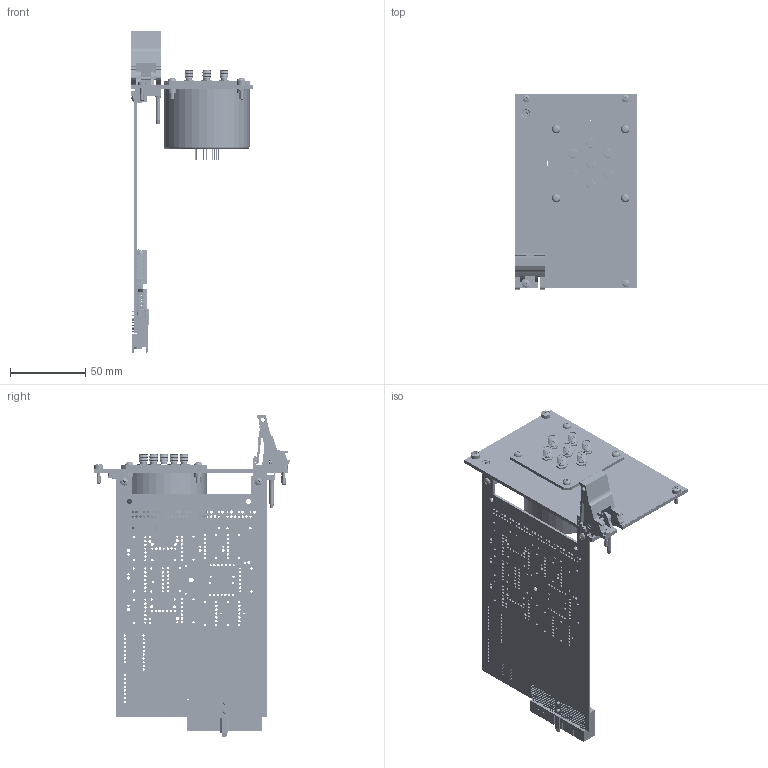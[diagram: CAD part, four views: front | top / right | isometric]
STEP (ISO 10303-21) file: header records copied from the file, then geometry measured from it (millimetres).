
FILE_DESCRIPTION (( 'STEP AP214' ), '1' );
FILE_NAME ('40-785-541-T 6Ch Mux 40GHz SMA Terminated.STEP', '2013-09-10T08:11:57', ( 'admin' ), ( '' ), 'SwSTEP 2.0', 'SolidWorks 2012', '' );
FILE_SCHEMA (( 'AUTOMOTIVE_DESIGN' ));
Length unit declared in the file: millimetre
Products named in the file (1): 40-785-541-T 6Ch Mux 40GHz SMA Terminated
Bounding box: 81 x 129.87 x 213.99 mm (x, y, z)
Surface area: 92530 mm2 (no closed solid volume)
Topology: 0 solids, 504 shells, 3295 faces, 14834 edges, 11617 vertices
Faces by surface type: plane 2218, cylinder 860, cone 167, bspline 20, torus 15, sphere 15
Full cylindrical faces by diameter (mm): 0.5 x9, 0.502 x6, 0.6 x110, 1 x29, 1.048 x1, 1.245 x5, 1.397 x60, 1.422 x27, 1.496 x1, 1.524 x66, 1.651 x80, 1.8 x2, 1.967 x2, 2 x9, 2.015 x1, 2.032 x16, 2.05 x1, 2.094 x1, 2.095 x5, 2.179 x1, 2.438 x1, 2.497 x1, 2.5 x6, 2.6 x1, 2.7 x1, 2.8 x1, 3 x7, 3.1 x4, 3.23 x3, 4.2 x7
Entity records: 189776 total; most frequent: CARTESIAN_POINT 40399, DIRECTION 22432, ORIENTED_EDGE 18842, EDGE_CURVE 13989, VERTEX_POINT 11458, LINE 9694, VECTOR 9694, AXIS2_PLACEMENT_3D 6369
